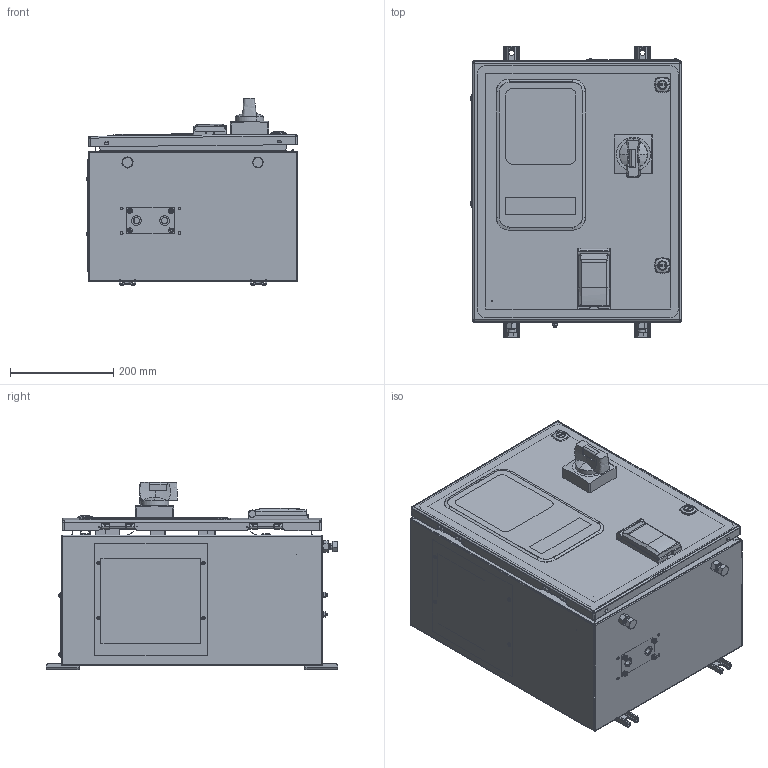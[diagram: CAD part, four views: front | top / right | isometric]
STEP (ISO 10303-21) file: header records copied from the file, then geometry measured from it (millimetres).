
FILE_DESCRIPTION (( 'STEP AP214' ), '1' );
FILE_NAME ('EN7000TS-1200C_203.STEP', '2021-01-15T19:56:34', ( '' ), ( '' ), 'SwSTEP 2.0', 'SolidWorks 2021', '' );
FILE_SCHEMA (( 'AUTOMOTIVE_DESIGN' ));
Length unit declared in the file: inch
Products named in the file (1): EN7000TS-1200C_203
Bounding box: 410.34 x 565.15 x 362.84 mm (x, y, z)
Surface area: 1879465.4 mm2 (no closed solid volume)
Topology: 0 solids, 175 shells, 784 faces, 3951 edges, 3255 vertices
Faces by surface type: plane 282, cylinder 240, bspline 130, cone 100, sphere 22, torus 10
Entity records: 60540 total; most frequent: CARTESIAN_POINT 21010, DIRECTION 5724, ORIENTED_EDGE 5169, EDGE_CURVE 3949, VERTEX_POINT 3255, AXIS2_PLACEMENT_3D 1974, VECTOR 1776, LINE 1776
